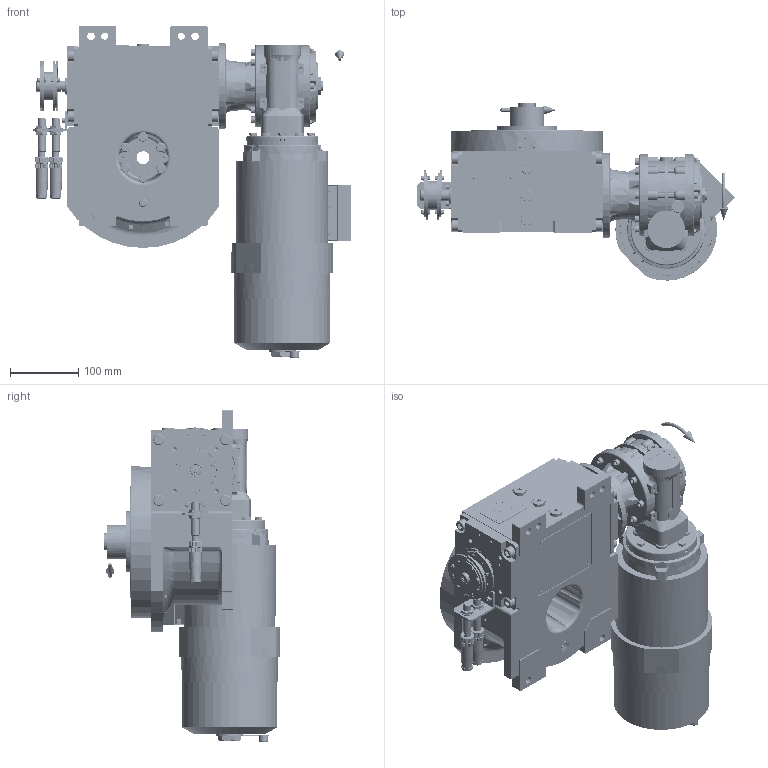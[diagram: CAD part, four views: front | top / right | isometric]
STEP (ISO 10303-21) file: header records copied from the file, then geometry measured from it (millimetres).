
FILE_DESCRIPTION (( 'STEP AP203' ), '1' );
FILE_NAME ('PC5200601.step', '2024-09-07T16:44:01', ( '' ), ( '' ), 'SwSTEP 2.0', 'SolidWorks 2020', '' );
FILE_SCHEMA (( 'CONFIG_CONTROL_DESIGN' ));
Length unit declared in the file: millimetre
Products named in the file (93): cfn2000_01_103; cfn2003_01_054; cfn2000_01_124; cfn2077_01_018; RMI50_F1_LCB_SX_71B14; cfn2276_01_074; cfn2158_01_010; CFN2104_02_017.stp; rig06_014; cfn2128_04_004; AS_rig06_071_8_m; rig06_004; rig06_004_s_001; olio_agip_blasia_150; cfn2000_01_126; AS_900_00_00_005; cfn2104_01_016; CFN2203_02_001.stp; freccia_angolare; AS_cfn2400_04_024; rig06_005_n_01; cfn2151_01_090; rig06_002_bl_001; CFN2000_01_185.stp; cfn2158_01_011; AS_rig06_002_bl_001; RIG06_005_ASM.stp; AS_rig06_004; cfn2151_01_290; cfn2151_01_109; cfn2401_02_005; AS_rig06_004_s_001; cfn2128_19_002; freccia_angolare_albero; cfn2155_01_056; 900_38_30_003; cfn2205_01_013; rig06_071_08_m_asm.stp; CFN2223_01-570X6-B.stp; 900_00_00_005 ...
Assembly tree (89 placements, depth 5):
  cfn2077_01_018
  cfn2276_01_074
  cfn2158_01_010
  olio_agip_blasia_150
  CFN2203_02_001.stp
Bounding box: 465.41 x 259 x 486.18 mm (x, y, z)
Volume: 8143367.7 mm3; surface area: 1215765 mm2
Topology: 77 solids, 77 shells, 6249 faces, 15984 edges, 10140 vertices
Faces by surface type: plane 2825, cylinder 2138, cone 1071, torus 189, bspline 20, sphere 6
Entity records: 179023 total; most frequent: CARTESIAN_POINT 46848, DIRECTION 25671, ORIENTED_EDGE 25536, EDGE_CURVE 12768, AXIS2_PLACEMENT_3D 9453, VERTEX_POINT 8194, VECTOR 6765, LINE 6765
